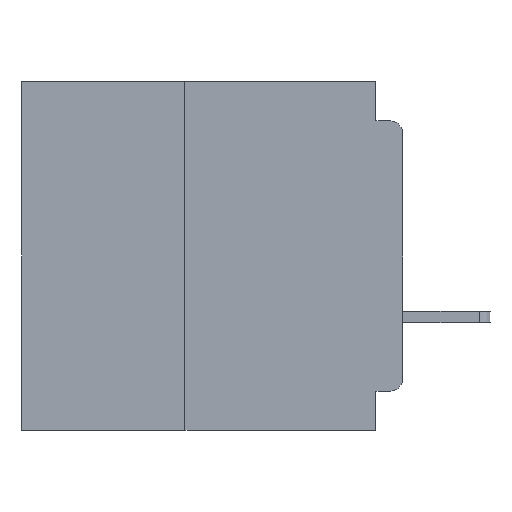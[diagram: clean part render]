
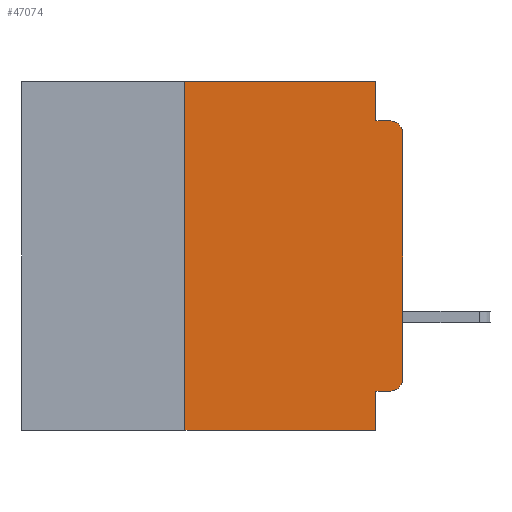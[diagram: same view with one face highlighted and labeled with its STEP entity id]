
A CAD part, left-side view. The second image highlights one B-rep face of the part: STEP entity #47074.
In plain terms, the highlighted planar face has unit normal (-1, 0, 0).
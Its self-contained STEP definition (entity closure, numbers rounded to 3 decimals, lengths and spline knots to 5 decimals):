
#489 = CARTESIAN_POINT ( 'NONE',  ( 0., 0., 0. ) ) ;
#635 = EDGE_CURVE ( 'NONE', #26699, #17422, #31951, .T. ) ;
#1690 = CARTESIAN_POINT ( 'NONE',  ( 0., 0.015, -0.34 ) ) ;
#1846 = CARTESIAN_POINT ( 'NONE',  ( 0., 0.437, 0. ) ) ;
#2111 = CARTESIAN_POINT ( 'NONE',  ( 0., 0.031, -0.355 ) ) ;
#3521 = EDGE_CURVE ( 'NONE', #31011, #12868, #8116, .T. ) ;
#4285 = DIRECTION ( 'NONE',  ( 0., 0., -1. ) ) ;
#5673 = DIRECTION ( 'NONE',  ( 0., 0., 1. ) ) ;
#6392 = FACE_OUTER_BOUND ( 'NONE', #39338, .T. ) ;
#6874 = DIRECTION ( 'NONE',  ( 0., 0., -1. ) ) ;
#7024 = DIRECTION ( 'NONE',  ( 0., 0., -1. ) ) ;
#7306 = VECTOR ( 'NONE', #51880, 39.37008 ) ;
#7952 = AXIS2_PLACEMENT_3D ( 'NONE', #1846, #37640, #7024 ) ;
#8116 = LINE ( 'NONE', #46068, #20173 ) ;
#10715 = LINE ( 'NONE', #11563, #24346 ) ;
#10993 = EDGE_CURVE ( 'NONE', #26699, #53205, #20946, .T. ) ;
#11563 = CARTESIAN_POINT ( 'NONE',  ( 0., 0.437, 0. ) ) ;
#12131 = ORIENTED_EDGE ( 'NONE', *, *, #23781, .T. ) ;
#12868 = VERTEX_POINT ( 'NONE', #2111 ) ;
#12943 = ORIENTED_EDGE ( 'NONE', *, *, #635, .F. ) ;
#13536 = VECTOR ( 'NONE', #48181, 39.37008 ) ;
#14238 = VECTOR ( 'NONE', #24176, 39.37008 ) ;
#15945 = AXIS2_PLACEMENT_3D ( 'NONE', #1690, #37492, #6874 ) ;
#16240 = ORIENTED_EDGE ( 'NONE', *, *, #10993, .T. ) ;
#16319 = CARTESIAN_POINT ( 'NONE',  ( 0., 0.437, -0.4 ) ) ;
#16338 = CARTESIAN_POINT ( 'NONE',  ( 0., 0., -0.34 ) ) ;
#16803 = VECTOR ( 'NONE', #44873, 39.37008 ) ;
#17422 = VERTEX_POINT ( 'NONE', #65309 ) ;
#18211 = ORIENTED_EDGE ( 'NONE', *, *, #44359, .F. ) ;
#18629 = EDGE_CURVE ( 'NONE', #43626, #62920, #38030, .T. ) ;
#20173 = VECTOR ( 'NONE', #43916, 39.37008 ) ;
#20556 = CARTESIAN_POINT ( 'NONE',  ( 0., 0.25, -0.4 ) ) ;
#20946 = LINE ( 'NONE', #16319, #7306 ) ;
#22033 = VERTEX_POINT ( 'NONE', #34816 ) ;
#22734 = LINE ( 'NONE', #489, #48175 ) ;
#23781 = EDGE_CURVE ( 'NONE', #65106, #43626, #22734, .T. ) ;
#24176 = DIRECTION ( 'NONE',  ( 0., 0., -1. ) ) ;
#24346 = VECTOR ( 'NONE', #47209, 39.37008 ) ;
#26334 = EDGE_CURVE ( 'NONE', #22033, #62920, #27158, .T. ) ;
#26699 = VERTEX_POINT ( 'NONE', #20556 ) ;
#27158 = LINE ( 'NONE', #37966, #13536 ) ;
#29689 = CARTESIAN_POINT ( 'NONE',  ( 0., 0.015, -0.355 ) ) ;
#31011 = VERTEX_POINT ( 'NONE', #29689 ) ;
#31951 = LINE ( 'NONE', #44602, #16803 ) ;
#32519 = PLANE ( 'NONE',  #7952 ) ;
#32581 = CIRCLE ( 'NONE', #15945, 0.015 ) ;
#32876 = CARTESIAN_POINT ( 'NONE',  ( 0., 0.031, -0.4 ) ) ;
#34254 = VECTOR ( 'NONE', #35573, 39.37008 ) ;
#34816 = CARTESIAN_POINT ( 'NONE',  ( 0., 0.031, -0.045 ) ) ;
#34919 = DIRECTION ( 'NONE',  ( -1., 0., 0. ) ) ;
#34958 = EDGE_CURVE ( 'NONE', #12868, #53205, #53277, .T. ) ;
#35573 = DIRECTION ( 'NONE',  ( 0., 0., -1. ) ) ;
#36471 = ORIENTED_EDGE ( 'NONE', *, *, #51793, .T. ) ;
#37492 = DIRECTION ( 'NONE',  ( -1., 0., 0. ) ) ;
#37640 = DIRECTION ( 'NONE',  ( 1., 0., 0. ) ) ;
#37775 = ORIENTED_EDGE ( 'NONE', *, *, #3521, .F. ) ;
#37966 = CARTESIAN_POINT ( 'NONE',  ( 0., 0., -0.045 ) ) ;
#38030 = CIRCLE ( 'NONE', #64737, 0.015 ) ;
#39338 = EDGE_LOOP ( 'NONE', ( #12131, #65373, #41478, #42013, #18211, #12943, #16240, #43590, #37775, #36471 ) ) ;
#39620 = EDGE_CURVE ( 'NONE', #39884, #22033, #49343, .T. ) ;
#39884 = VERTEX_POINT ( 'NONE', #57986 ) ;
#41301 = CARTESIAN_POINT ( 'NONE',  ( 0., 0., -0.06 ) ) ;
#41478 = ORIENTED_EDGE ( 'NONE', *, *, #26334, .F. ) ;
#42013 = ORIENTED_EDGE ( 'NONE', *, *, #39620, .F. ) ;
#42107 = CARTESIAN_POINT ( 'NONE',  ( 0., 0.015, -0.045 ) ) ;
#43590 = ORIENTED_EDGE ( 'NONE', *, *, #34958, .F. ) ;
#43626 = VERTEX_POINT ( 'NONE', #41301 ) ;
#43916 = DIRECTION ( 'NONE',  ( 0., 1., 0. ) ) ;
#44359 = EDGE_CURVE ( 'NONE', #17422, #39884, #10715, .T. ) ;
#44602 = CARTESIAN_POINT ( 'NONE',  ( 0., 0.25, -0.4 ) ) ;
#44873 = DIRECTION ( 'NONE',  ( 0., 0., 1. ) ) ;
#45783 = CARTESIAN_POINT ( 'NONE',  ( 0., 0.031, 0. ) ) ;
#46068 = CARTESIAN_POINT ( 'NONE',  ( 0., 0., -0.355 ) ) ;
#47074 = ADVANCED_FACE ( 'NONE', ( #6392 ), #32519, .F. ) ;
#47209 = DIRECTION ( 'NONE',  ( 0., -1., 0. ) ) ;
#48175 = VECTOR ( 'NONE', #5673, 39.37008 ) ;
#48181 = DIRECTION ( 'NONE',  ( 0., -1., 0. ) ) ;
#49343 = LINE ( 'NONE', #45783, #34254 ) ;
#51793 = EDGE_CURVE ( 'NONE', #31011, #65106, #32581, .T. ) ;
#51880 = DIRECTION ( 'NONE',  ( 0., -1., 0. ) ) ;
#53205 = VERTEX_POINT ( 'NONE', #32876 ) ;
#53277 = LINE ( 'NONE', #59745, #14238 ) ;
#57986 = CARTESIAN_POINT ( 'NONE',  ( 0., 0.031, 0. ) ) ;
#59745 = CARTESIAN_POINT ( 'NONE',  ( 0., 0.031, -0.4 ) ) ;
#62920 = VERTEX_POINT ( 'NONE', #42107 ) ;
#64737 = AXIS2_PLACEMENT_3D ( 'NONE', #65399, #34919, #4285 ) ;
#65106 = VERTEX_POINT ( 'NONE', #16338 ) ;
#65309 = CARTESIAN_POINT ( 'NONE',  ( 0., 0.25, 0. ) ) ;
#65373 = ORIENTED_EDGE ( 'NONE', *, *, #18629, .T. ) ;
#65399 = CARTESIAN_POINT ( 'NONE',  ( 0., 0.015, -0.06 ) ) ;
